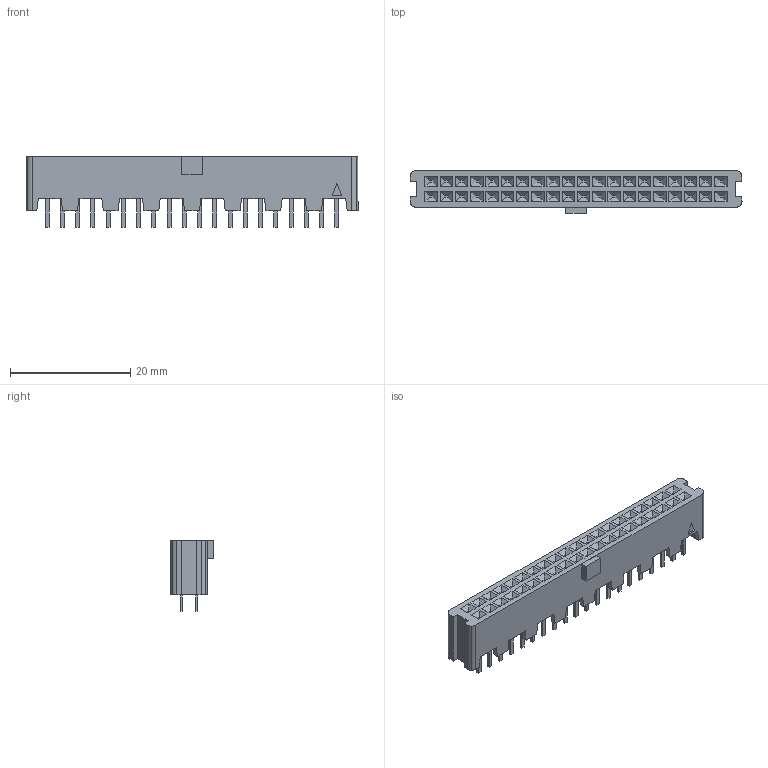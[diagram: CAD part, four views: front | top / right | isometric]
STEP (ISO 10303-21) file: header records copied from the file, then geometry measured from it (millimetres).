
FILE_DESCRIPTION((''),'2;1');
FILE_NAME('3M_9140-4500PL.stp','2009-02-11T08:59:12',(''),(''),'Mechanical Desktop 2006','Mechanical Desktop 2006',', , ');
FILE_SCHEMA(('AUTOMOTIVE_DESIGN { 1 2 10303 214 0 1 1 1 }'));
Length unit declared in the file: millimetre
Products named in the file (1): 3M_9140-4500PL_3D
Bounding box: 55.3 x 7.1 x 11.8 mm (x, y, z)
Volume: 2402.7 mm3; surface area: 2446.5 mm2
Topology: 42 solids, 42 shells, 698 faces, 1559 edges, 986 vertices
Faces by surface type: plane 690, cylinder 8
Entity records: 18750 total; most frequent: CARTESIAN_POINT 3244, ORIENTED_EDGE 3118, DIRECTION 2973, EDGE_CURVE 1559, VECTOR 1543, LINE 1543, VERTEX_POINT 986, EDGE_LOOP 739
